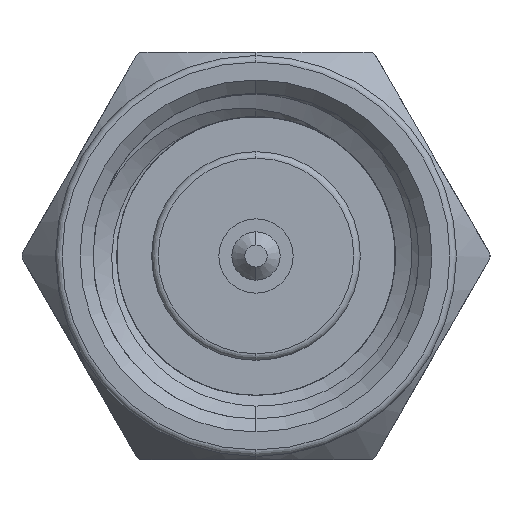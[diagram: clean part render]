
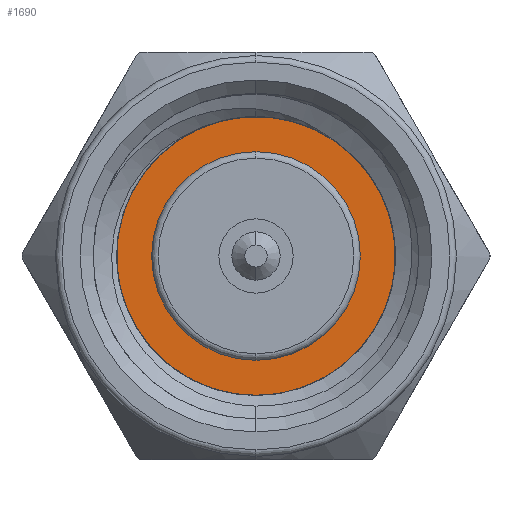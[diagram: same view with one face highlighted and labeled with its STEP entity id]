
A CAD part, left-side view. The second image highlights one B-rep face of the part: STEP entity #1690.
In plain terms, the highlighted planar face has unit normal (-1, 0, 0).
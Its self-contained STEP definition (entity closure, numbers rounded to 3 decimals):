
#91 = CARTESIAN_POINT ( 'NONE',  ( 3.81, 0., 0. ) ) ;
#101 = EDGE_CURVE ( 'NONE', #1609, #1377, #396, .T. ) ;
#160 = DIRECTION ( 'NONE',  ( -1., 0., 0. ) ) ;
#171 = VERTEX_POINT ( 'NONE', #3262 ) ;
#174 = CARTESIAN_POINT ( 'NONE',  ( 3.81, -1.608, -2.732 ) ) ;
#309 = CIRCLE ( 'NONE', #2603, 2.032 ) ;
#341 = DIRECTION ( 'NONE',  ( -1., 0., 0. ) ) ;
#379 = CARTESIAN_POINT ( 'NONE',  ( 3.81, -1.4, 2.584 ) ) ;
#396 = B_SPLINE_CURVE_WITH_KNOTS ( 'NONE', 3,
 ( #3236, #1687, #2715, #926, #1128, #437, #1637, #421, #2935, #2155, #1435, #621, #2668, #1957, #2456, #2977, #3168, #1923, #174, #681 ),
 .UNSPECIFIED., .F., .F.,
 ( 4, 2, 2, 2, 2, 2, 2, 2, 2, 4 ),
 ( 0., 0.001, 0.002, 0.003, 0.004, 0.004, 0.005, 0.006, 0.006, 0.007 ),
 .UNSPECIFIED. ) ;
#399 = CARTESIAN_POINT ( 'NONE',  ( 3.81, 1.88, 1.994 ) ) ;
#408 = FACE_BOUND ( 'NONE', #1784, .T. ) ;
#421 = CARTESIAN_POINT ( 'NONE',  ( 3.81, 1.306, -2.666 ) ) ;
#437 = CARTESIAN_POINT ( 'NONE',  ( 3.81, 2.303, -1.818 ) ) ;
#441 = CARTESIAN_POINT ( 'NONE',  ( 3.81, -1.53, 2.521 ) ) ;
#499 = ORIENTED_EDGE ( 'NONE', *, *, #1491, .F. ) ;
#554 = CARTESIAN_POINT ( 'NONE',  ( 3.81, 0., -2.032 ) ) ;
#598 = B_SPLINE_CURVE_WITH_KNOTS ( 'NONE', 3,
 ( #1862, #2891, #3102, #801, #1610, #1099, #2398, #3174, #2923, #626, #1721, #2689, #1975, #441, #379, #1148, #2461, #2997, #2429, #2174, #2983, #2969, #1911, #917, #947, #1943 ),
 .UNSPECIFIED., .F., .F.,
 ( 4, 2, 2, 2, 2, 2, 2, 2, 2, 2, 2, 2, 4 ),
 ( 0., 0.001, 0.001, 0.002, 0.003, 0.003, 0.003, 0.004, 0.004, 0.005, 0.006, 0.006, 0.007 ),
 .UNSPECIFIED. ) ;
#608 = EDGE_LOOP ( 'NONE', ( #1671, #3267, #1648, #2908 ) ) ;
#621 = CARTESIAN_POINT ( 'NONE',  ( 3.81, 0.365, -3.023 ) ) ;
#626 = CARTESIAN_POINT ( 'NONE',  ( 3.81, -2.231, 2.016 ) ) ;
#681 = CARTESIAN_POINT ( 'NONE',  ( 3.81, -1.855, -2.577 ) ) ;
#713 = B_SPLINE_CURVE_WITH_KNOTS ( 'NONE', 3,
 ( #1845, #399, #2414, #1414, #874, #2925 ),
 .UNSPECIFIED., .F., .F.,
 ( 4, 2, 4 ),
 ( 0., 0.001, 0.002 ),
 .UNSPECIFIED. ) ;
#801 = CARTESIAN_POINT ( 'NONE',  ( 3.81, -3.069, 0.526 ) ) ;
#817 = CARTESIAN_POINT ( 'NONE',  ( 3.81, 2.686, 0.408 ) ) ;
#821 = CARTESIAN_POINT ( 'NONE',  ( 3.81, -1.855, -2.577 ) ) ;
#874 = CARTESIAN_POINT ( 'NONE',  ( 3.81, 2.632, 0.765 ) ) ;
#884 = DIRECTION ( 'NONE',  ( 0., 0., 1. ) ) ;
#917 = CARTESIAN_POINT ( 'NONE',  ( 3.81, 1.358, 2.382 ) ) ;
#926 = CARTESIAN_POINT ( 'NONE',  ( 3.81, 2.717, -0.741 ) ) ;
#947 = CARTESIAN_POINT ( 'NONE',  ( 3.81, 1.475, 2.299 ) ) ;
#1059 = VERTEX_POINT ( 'NONE', #3014 ) ;
#1065 = DIRECTION ( 'NONE',  ( 0., 0., 1. ) ) ;
#1099 = CARTESIAN_POINT ( 'NONE',  ( 3.81, -2.939, 0.941 ) ) ;
#1128 = CARTESIAN_POINT ( 'NONE',  ( 3.81, 2.646, -1.021 ) ) ;
#1148 = CARTESIAN_POINT ( 'NONE',  ( 3.81, -1.133, 2.69 ) ) ;
#1220 = CIRCLE ( 'NONE', #3104, 3.175 ) ;
#1236 = ORIENTED_EDGE ( 'NONE', *, *, #2198, .F. ) ;
#1359 = FACE_OUTER_BOUND ( 'NONE', #608, .T. ) ;
#1377 = VERTEX_POINT ( 'NONE', #821 ) ;
#1378 = CARTESIAN_POINT ( 'NONE',  ( 3.81, 0., 0. ) ) ;
#1414 = CARTESIAN_POINT ( 'NONE',  ( 3.81, 2.506, 1.109 ) ) ;
#1435 = CARTESIAN_POINT ( 'NONE',  ( 3.81, 0.779, -2.904 ) ) ;
#1460 = AXIS2_PLACEMENT_3D ( 'NONE', #91, #160, #2936 ) ;
#1491 = EDGE_CURVE ( 'NONE', #2206, #171, #2506, .T. ) ;
#1535 = CARTESIAN_POINT ( 'NONE',  ( 3.81, 0., 0. ) ) ;
#1609 = VERTEX_POINT ( 'NONE', #817 ) ;
#1610 = CARTESIAN_POINT ( 'NONE',  ( 3.81, -3.031, 0.668 ) ) ;
#1637 = CARTESIAN_POINT ( 'NONE',  ( 3.81, 1.91, -2.276 ) ) ;
#1648 = ORIENTED_EDGE ( 'NONE', *, *, #3246, .T. ) ;
#1649 = EDGE_CURVE ( 'NONE', #1377, #1711, #1220, .T. ) ;
#1671 = ORIENTED_EDGE ( 'NONE', *, *, #1649, .T. ) ;
#1687 = CARTESIAN_POINT ( 'NONE',  ( 3.81, 2.751, 0.124 ) ) ;
#1690 = ADVANCED_FACE ( 'NONE', ( #1359, #408 ), #2377, .T. ) ;
#1711 = VERTEX_POINT ( 'NONE', #2919 ) ;
#1721 = CARTESIAN_POINT ( 'NONE',  ( 3.81, -2.125, 2.114 ) ) ;
#1784 = EDGE_LOOP ( 'NONE', ( #499, #1236 ) ) ;
#1845 = CARTESIAN_POINT ( 'NONE',  ( 3.81, 1.587, 2.205 ) ) ;
#1862 = CARTESIAN_POINT ( 'NONE',  ( 3.81, -3.139, -0.476 ) ) ;
#1911 = CARTESIAN_POINT ( 'NONE',  ( 3.81, 1.11, 2.531 ) ) ;
#1923 = CARTESIAN_POINT ( 'NONE',  ( 3.81, -1.344, -2.85 ) ) ;
#1943 = CARTESIAN_POINT ( 'NONE',  ( 3.81, 1.587, 2.205 ) ) ;
#1957 = CARTESIAN_POINT ( 'NONE',  ( 3.81, -0.358, -3.056 ) ) ;
#1975 = CARTESIAN_POINT ( 'NONE',  ( 3.81, -1.779, 2.377 ) ) ;
#2155 = CARTESIAN_POINT ( 'NONE',  ( 3.81, 0.914, -2.855 ) ) ;
#2174 = CARTESIAN_POINT ( 'NONE',  ( 3.81, 0.296, 2.82 ) ) ;
#2198 = EDGE_CURVE ( 'NONE', #171, #2206, #309, .T. ) ;
#2206 = VERTEX_POINT ( 'NONE', #554 ) ;
#2253 = EDGE_CURVE ( 'NONE', #1711, #1059, #598, .T. ) ;
#2288 = DIRECTION ( 'NONE',  ( -1., 0., 0. ) ) ;
#2377 = PLANE ( 'NONE',  #1460 ) ;
#2398 = CARTESIAN_POINT ( 'NONE',  ( 3.81, -2.883, 1.073 ) ) ;
#2414 = CARTESIAN_POINT ( 'NONE',  ( 3.81, 2.13, 1.724 ) ) ;
#2429 = CARTESIAN_POINT ( 'NONE',  ( 3.81, -0.284, 2.857 ) ) ;
#2456 = CARTESIAN_POINT ( 'NONE',  ( 3.81, -0.501, -3.045 ) ) ;
#2461 = CARTESIAN_POINT ( 'NONE',  ( 3.81, -0.993, 2.734 ) ) ;
#2506 = CIRCLE ( 'NONE', #2782, 2.032 ) ;
#2603 = AXIS2_PLACEMENT_3D ( 'NONE', #1378, #3122, #1065 ) ;
#2668 = CARTESIAN_POINT ( 'NONE',  ( 3.81, 0.073, -3.061 ) ) ;
#2686 = CARTESIAN_POINT ( 'NONE',  ( 3.81, 0., 0. ) ) ;
#2689 = CARTESIAN_POINT ( 'NONE',  ( 3.81, -1.9, 2.294 ) ) ;
#2715 = CARTESIAN_POINT ( 'NONE',  ( 3.81, 2.77, -0.163 ) ) ;
#2782 = AXIS2_PLACEMENT_3D ( 'NONE', #1535, #2288, #3098 ) ;
#2891 = CARTESIAN_POINT ( 'NONE',  ( 3.81, -3.164, -0.186 ) ) ;
#2908 = ORIENTED_EDGE ( 'NONE', *, *, #101, .T. ) ;
#2919 = CARTESIAN_POINT ( 'NONE',  ( 3.81, -3.139, -0.476 ) ) ;
#2923 = CARTESIAN_POINT ( 'NONE',  ( 3.81, -2.524, 1.702 ) ) ;
#2925 = CARTESIAN_POINT ( 'NONE',  ( 3.81, 2.686, 0.408 ) ) ;
#2935 = CARTESIAN_POINT ( 'NONE',  ( 3.81, 1.178, -2.736 ) ) ;
#2936 = DIRECTION ( 'NONE',  ( 0., 0., 1. ) ) ;
#2969 = CARTESIAN_POINT ( 'NONE',  ( 3.81, 0.979, 2.595 ) ) ;
#2977 = CARTESIAN_POINT ( 'NONE',  ( 3.81, -0.787, -3.003 ) ) ;
#2983 = CARTESIAN_POINT ( 'NONE',  ( 3.81, 0.576, 2.757 ) ) ;
#2997 = CARTESIAN_POINT ( 'NONE',  ( 3.81, -0.571, 2.833 ) ) ;
#3014 = CARTESIAN_POINT ( 'NONE',  ( 3.81, 1.587, 2.205 ) ) ;
#3098 = DIRECTION ( 'NONE',  ( 0., 0., 1. ) ) ;
#3102 = CARTESIAN_POINT ( 'NONE',  ( 3.81, -3.15, 0.101 ) ) ;
#3104 = AXIS2_PLACEMENT_3D ( 'NONE', #2686, #341, #884 ) ;
#3122 = DIRECTION ( 'NONE',  ( -1., 0., 0. ) ) ;
#3168 = CARTESIAN_POINT ( 'NONE',  ( 3.81, -0.93, -2.971 ) ) ;
#3174 = CARTESIAN_POINT ( 'NONE',  ( 3.81, -2.69, 1.459 ) ) ;
#3236 = CARTESIAN_POINT ( 'NONE',  ( 3.81, 2.686, 0.408 ) ) ;
#3246 = EDGE_CURVE ( 'NONE', #1059, #1609, #713, .T. ) ;
#3262 = CARTESIAN_POINT ( 'NONE',  ( 3.81, 0., 2.032 ) ) ;
#3267 = ORIENTED_EDGE ( 'NONE', *, *, #2253, .T. ) ;
